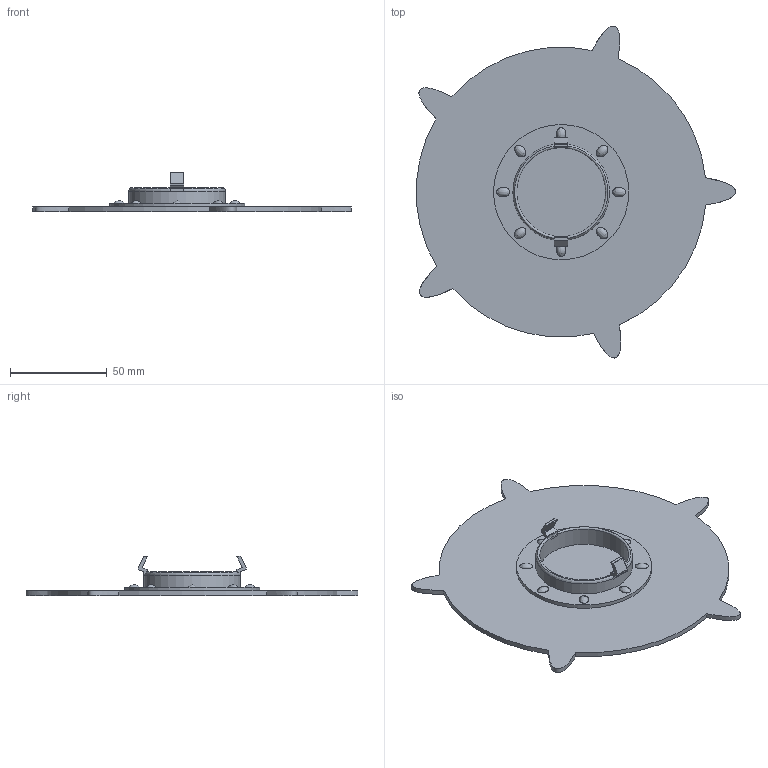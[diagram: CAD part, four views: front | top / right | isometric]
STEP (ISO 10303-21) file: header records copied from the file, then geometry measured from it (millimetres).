
FILE_DESCRIPTION(/* description */ (''),/* implementation_level */ '2;1');
FILE_NAME(/* name */ 'Spool Painting Turntable v16.step',/* time_stamp */ '2021-04-24T10:04:00+02:00',/* author */ (''),/* organization */ (''),/* preprocessor_version */ 'ST-DEVELOPER v18.1',/* originating_system */ 'Autodesk Translation Framework v10.6.0.1341',/* authorisation */ '');
FILE_SCHEMA (('AUTOMOTIVE_DESIGN { 1 0 10303 214 3 1 1 }'));
Length unit declared in the file: millimetre
Products named in the file (1): Spool Painting Turntable
Bounding box: 164.96 x 171.7 x 20.5 mm (x, y, z)
Volume: 52146.9 mm3; surface area: 43236.1 mm2
Topology: 19 solids, 19 shells, 183 faces, 483 edges, 324 vertices
Faces by surface type: plane 138, cylinder 22, bspline 21, torus 2
Full cylindrical faces by diameter (mm): 46 x1, 50 x1, 70 x1
Entity records: 7866 total; most frequent: CARTESIAN_POINT 3510, ORIENTED_EDGE 902, DIRECTION 807, EDGE_CURVE 451, LINE 369, VECTOR 369, VERTEX_POINT 324, AXIS2_PLACEMENT_3D 219
